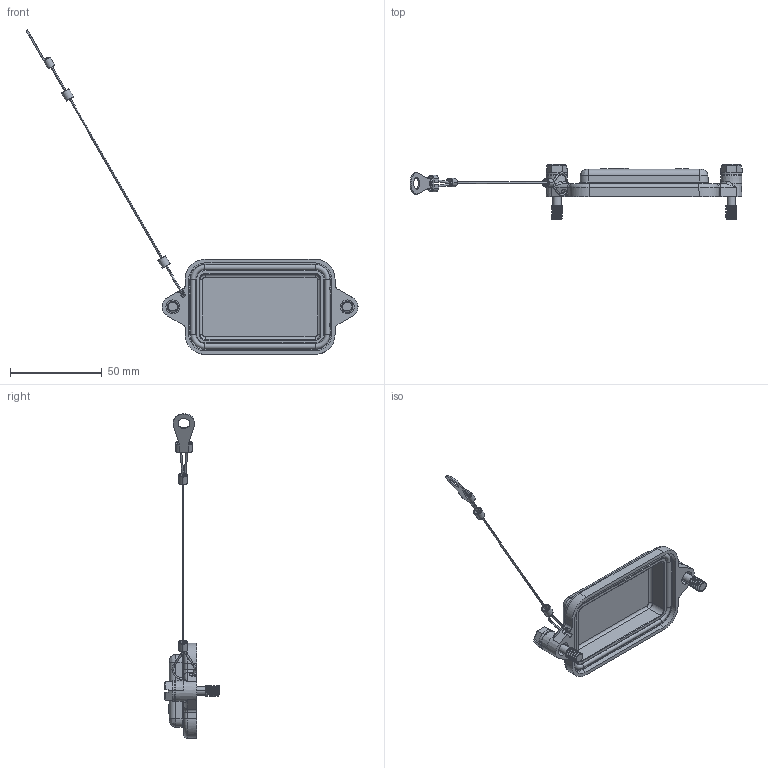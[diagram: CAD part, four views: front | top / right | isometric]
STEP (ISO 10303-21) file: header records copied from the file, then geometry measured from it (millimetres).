
FILE_DESCRIPTION((''),'2;1');
FILE_NAME('HP10B_ASM_SW0001','2024-01-26T',('13001'),(''),'PRO/ENGINEER BY PARAMETRIC TECHNOLOGY CORPORATION, 2012480','PRO/ENGINEER BY PARAMETRIC TECHNOLOGY CORPORATION, 2012480','');
FILE_SCHEMA(('CONFIG_CONTROL_DESIGN'));
Length unit declared in the file: inch
Products named in the file (1): HP10B_ASM_SW0001
Bounding box: 180.68 x 30 x 176.82 mm (x, y, z)
Volume: 20917.7 mm3; surface area: 21184.3 mm2
Topology: 4 solids, 4 shells, 601 faces, 1563 edges, 967 vertices
Faces by surface type: cylinder 252, plane 198, torus 82, bspline 47, cone 12, extrusion 10
Entity records: 27028 total; most frequent: CARTESIAN_POINT 12554, ORIENTED_EDGE 3126, DIRECTION 2912, EDGE_CURVE 1563, AXIS2_PLACEMENT_3D 1080, VERTEX_POINT 967, VECTOR 752, LINE 742
